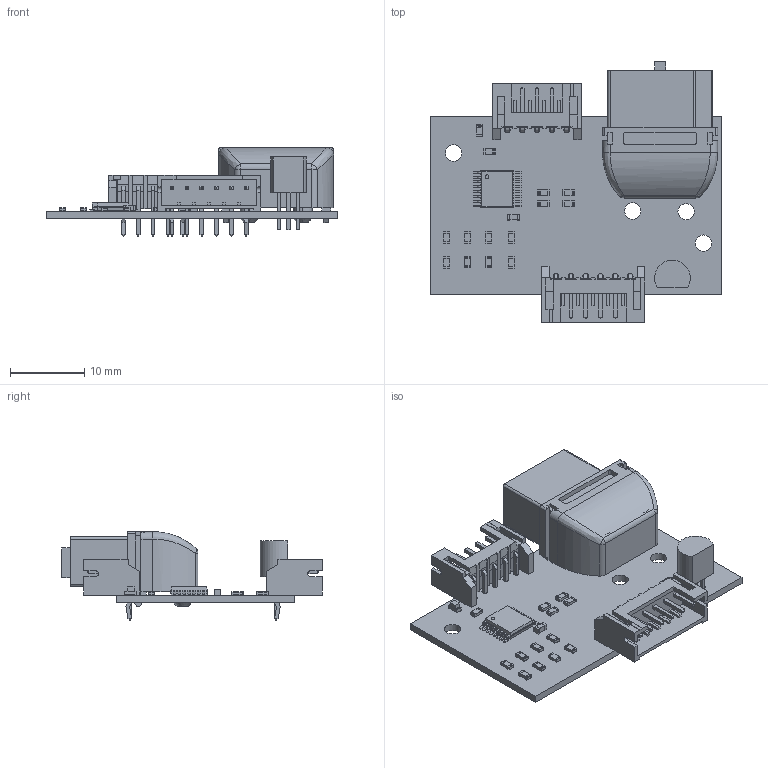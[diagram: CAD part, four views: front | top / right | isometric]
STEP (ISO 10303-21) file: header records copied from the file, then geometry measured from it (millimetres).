
FILE_DESCRIPTION(('KiCad electronic assembly'),'2;1');
FILE_NAME('LiPoMeter_5S_v1.step','2024-01-13T12:13:37',('Pcbnew'),( 'Kicad'),'Open CASCADE STEP processor 7.7','KiCad to STEP converter' ,'Unknown');
FILE_SCHEMA(('AUTOMOTIVE_DESIGN { 1 0 10303 214 1 1 1 1 }'));
Length unit declared in the file: millimetre
Products named in the file (18): LiPoMeter_5S_v1 1; TSSOP-16_4.4x5mm_P0.65mm; SOLID; R_0603_1608Metric; JST_PH_S6B-PH-K_1x06_P2.00mm_Horizontal; LED_0603_1608Metric; C_0603_1608Metric; JST_PH_S5B-PH-K_1x05_P2.00mm_Horizontal; XT60PW FEMALE; TO-92_Inline; LiPoMeter_5S PCB
Assembly tree (29 placements, depth 3):
  LiPoMeter_5S_v1 1
    TSSOP-16_4.4x5mm_P0.65mm
      SOLID
    R_0603_1608Metric  x13
      SOLID
    JST_PH_S6B-PH-K_1x06_P2.00mm_Horizontal
      SOLID
    LED_0603_1608Metric
      SOLID
    C_0603_1608Metric
      SOLID
    JST_PH_S5B-PH-K_1x05_P2.00mm_Horizontal
      SOLID
    XT60PW FEMALE
      SOLID
    TO-92_Inline
      SOLID
    LiPoMeter_5S PCB
Bounding box: 39.3 x 35.19 x 11.95 mm (x, y, z)
Volume: 2764.9 mm3; surface area: 4948.8 mm2
Topology: 21 solids, 21 shells, 1339 faces, 3558 edges, 2292 vertices
Faces by surface type: plane 1029, cylinder 270, bspline 30, torus 4, cone 4, sphere 2
Full cylindrical faces by diameter (mm): 0.5 x1, 0.75 x14, 2.2 x4, 2.7 x2
Entity records: 75587 total; most frequent: CARTESIAN_POINT 13313, DIRECTION 10276, LINE 7340, VECTOR 7340, ORIENTED_EDGE 5484, PCURVE 5484, DEFINITIONAL_REPRESENTATION 5484, EDGE_CURVE 2742
